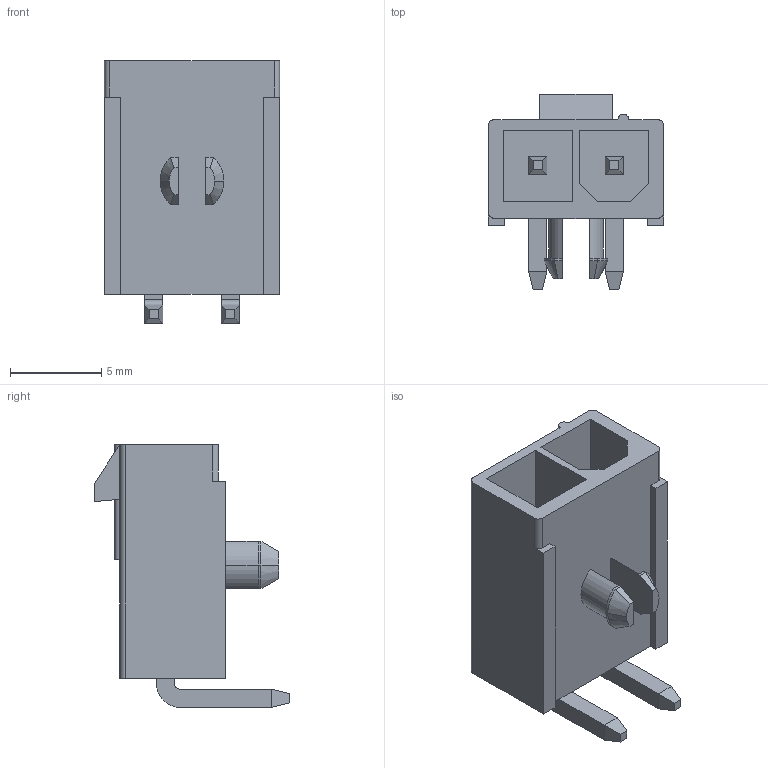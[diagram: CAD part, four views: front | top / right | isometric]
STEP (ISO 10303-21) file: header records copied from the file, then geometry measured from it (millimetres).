
FILE_DESCRIPTION(('STEP AP242'),'1');
FILE_NAME('1726480102.stp','2024-11-04T05:07:11',('TraceParts'),('TraceParts S.A.'),'Spatial InterOp 3D',' ',' ');
FILE_SCHEMA(('AP242_MANAGED_MODEL_BASED_3D_ENGINEERING_MIM_LF {1 0 10303 442 1 1 4}'));
Length unit declared in the file: millimetre
Products named in the file (1): 1726480102_1
Bounding box: 9.6 x 10.7 x 14.4 mm (x, y, z)
Volume: 456.7 mm3; surface area: 927.2 mm2
Topology: 1 solids, 1 shells, 105 faces, 264 edges, 176 vertices
Faces by surface type: plane 84, cylinder 17, cone 4
Entity records: 3106 total; most frequent: CARTESIAN_POINT 545, DIRECTION 518, ORIENTED_EDGE 514, EDGE_CURVE 257, LINE 216, VECTOR 216, VERTEX_POINT 162, AXIS2_PLACEMENT_3D 151
